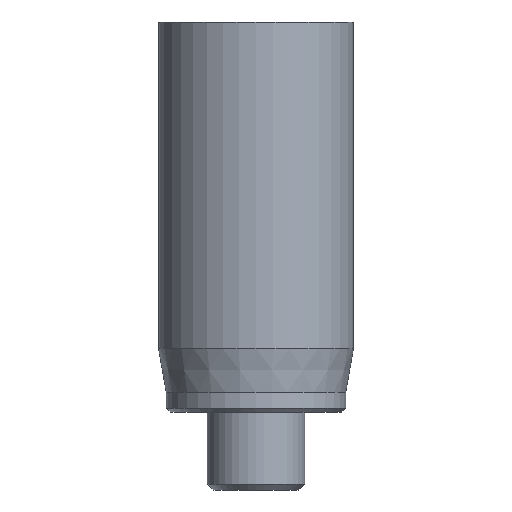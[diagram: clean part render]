
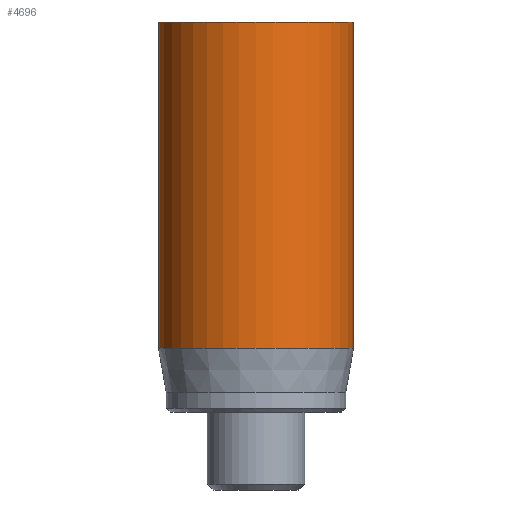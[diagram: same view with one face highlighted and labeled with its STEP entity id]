
A CAD part, front view. The second image highlights one B-rep face of the part: STEP entity #4696.
In plain terms, the highlighted cylindrical face has radius 5 mm (diameter 10 mm), a full revolution.
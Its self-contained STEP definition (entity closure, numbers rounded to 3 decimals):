
#40=CYLINDRICAL_SURFACE('',#4894,5.);
#58=CIRCLE('',#4864,5.);
#74=CIRCLE('',#4892,5.);
#75=CIRCLE('',#4893,5.);
#439=FACE_OUTER_BOUND('',#721,.T.);
#721=EDGE_LOOP('',(#4182,#4183,#4184,#4185,#4186));
#1060=LINE('',#8942,#1403);
#1403=VECTOR('',#5457,5.);
#2157=VERTEX_POINT('',#8884);
#2173=VERTEX_POINT('',#8936);
#2174=VERTEX_POINT('',#8937);
#2825=EDGE_CURVE('',#2157,#2157,#58,.T.);
#2849=EDGE_CURVE('',#2173,#2174,#74,.T.);
#2850=EDGE_CURVE('',#2174,#2173,#75,.T.);
#2852=EDGE_CURVE('',#2157,#2173,#1060,.T.);
#4182=ORIENTED_EDGE('',*,*,#2825,.T.);
#4183=ORIENTED_EDGE('',*,*,#2852,.T.);
#4184=ORIENTED_EDGE('',*,*,#2849,.T.);
#4185=ORIENTED_EDGE('',*,*,#2850,.T.);
#4186=ORIENTED_EDGE('',*,*,#2852,.F.);
#4696=ADVANCED_FACE('',(#439),#40,.T.);
#4864=AXIS2_PLACEMENT_3D('',#8885,#5386,#5387);
#4892=AXIS2_PLACEMENT_3D('',#8938,#5450,#5451);
#4893=AXIS2_PLACEMENT_3D('',#8939,#5452,#5453);
#4894=AXIS2_PLACEMENT_3D('',#8941,#5455,#5456);
#5386=DIRECTION('center_axis',(0.,0.,-1.));
#5387=DIRECTION('ref_axis',(-1.,0.,0.));
#5450=DIRECTION('center_axis',(0.,0.,1.));
#5451=DIRECTION('ref_axis',(-1.,0.,0.));
#5452=DIRECTION('center_axis',(0.,0.,1.));
#5453=DIRECTION('ref_axis',(-1.,0.,0.));
#5455=DIRECTION('center_axis',(0.,0.,1.));
#5456=DIRECTION('ref_axis',(-1.,0.,0.));
#5457=DIRECTION('',(0.,0.,-1.));
#8884=CARTESIAN_POINT('',(5.,0.,20.));
#8885=CARTESIAN_POINT('Origin',(0.,0.,20.));
#8936=CARTESIAN_POINT('',(5.,0.,3.269));
#8937=CARTESIAN_POINT('',(-5.,0.,3.269));
#8938=CARTESIAN_POINT('Origin',(0.,0.,3.269));
#8939=CARTESIAN_POINT('Origin',(0.,0.,3.269));
#8941=CARTESIAN_POINT('Origin',(0.,0.,0.));
#8942=CARTESIAN_POINT('',(5.,0.,0.));
